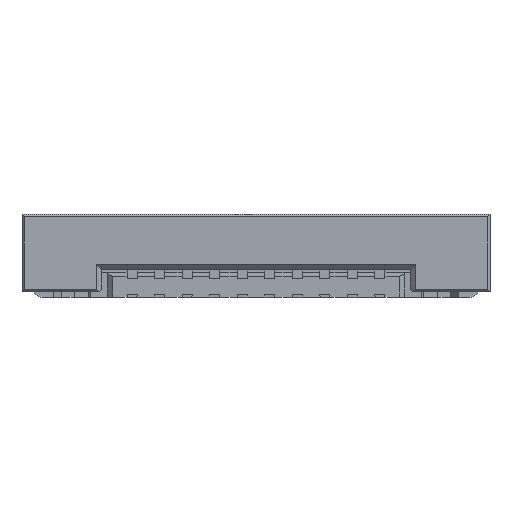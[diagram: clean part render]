
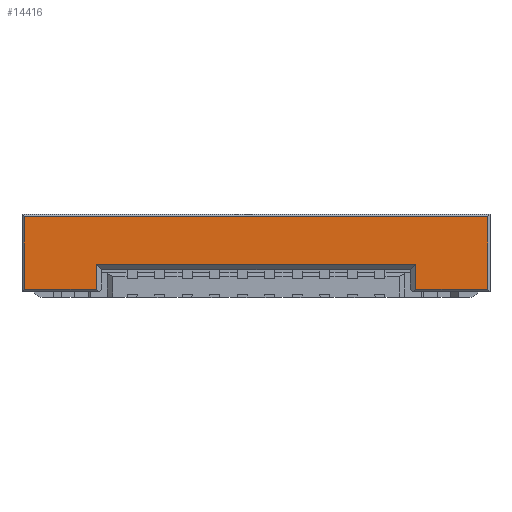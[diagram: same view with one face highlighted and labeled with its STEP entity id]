
A CAD part, top view. The second image highlights one B-rep face of the part: STEP entity #14416.
In plain terms, the highlighted planar face has unit normal (0, 0, 1).
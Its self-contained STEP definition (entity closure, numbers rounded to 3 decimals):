
#5225=DIRECTION('',(0.,-1.,0.));
#5226=VECTOR('',#5225,2.624);
#5227=CARTESIAN_POINT('',(-8.412,2.912,6.7));
#5228=LINE('',#5227,#5226);
#5229=DIRECTION('',(1.,0.,0.));
#5230=VECTOR('',#5229,16.824);
#5231=CARTESIAN_POINT('',(-8.412,2.912,6.7));
#5232=LINE('',#5231,#5230);
#5241=DIRECTION('',(0.,1.,0.));
#5242=VECTOR('',#5241,0.912);
#5243=CARTESIAN_POINT('',(-5.8,0.288,6.7));
#5244=LINE('',#5243,#5242);
#5261=DIRECTION('',(-1.,0.,0.));
#5262=VECTOR('',#5261,11.6);
#5263=CARTESIAN_POINT('',(5.8,1.2,6.7));
#5264=LINE('',#5263,#5262);
#5273=DIRECTION('',(0.,1.,0.));
#5274=VECTOR('',#5273,0.912);
#5275=CARTESIAN_POINT('',(5.8,0.288,6.7));
#5276=LINE('',#5275,#5274);
#5301=DIRECTION('',(1.,0.,0.));
#5302=VECTOR('',#5301,2.612);
#5303=CARTESIAN_POINT('',(5.8,0.288,6.7));
#5304=LINE('',#5303,#5302);
#5313=DIRECTION('',(0.,-1.,0.));
#5314=VECTOR('',#5313,2.624);
#5315=CARTESIAN_POINT('',(8.412,2.912,6.7));
#5316=LINE('',#5315,#5314);
#5401=DIRECTION('',(1.,0.,0.));
#5402=VECTOR('',#5401,2.612);
#5403=CARTESIAN_POINT('',(-8.412,0.288,6.7));
#5404=LINE('',#5403,#5402);
#6466=CARTESIAN_POINT('',(-8.412,0.288,6.7));
#6468=VERTEX_POINT('',#6466);
#6469=CARTESIAN_POINT('',(-8.412,2.912,6.7));
#6470=CARTESIAN_POINT('',(8.412,2.912,6.7));
#6471=VERTEX_POINT('',#6469);
#6472=VERTEX_POINT('',#6470);
#6487=CARTESIAN_POINT('',(-5.8,0.288,6.7));
#6488=CARTESIAN_POINT('',(-5.8,1.2,6.7));
#6489=VERTEX_POINT('',#6487);
#6490=VERTEX_POINT('',#6488);
#6499=CARTESIAN_POINT('',(5.8,1.2,6.7));
#6500=VERTEX_POINT('',#6499);
#6503=CARTESIAN_POINT('',(5.8,0.288,6.7));
#6504=VERTEX_POINT('',#6503);
#6511=CARTESIAN_POINT('',(8.412,0.288,6.7));
#6512=VERTEX_POINT('',#6511);
#14395=CARTESIAN_POINT('',(-8.5,3.,6.7));
#14396=DIRECTION('',(0.,0.,1.));
#14397=DIRECTION('',(0.,-1.,0.));
#14398=AXIS2_PLACEMENT_3D('',#14395,#14396,#14397);
#14399=PLANE('',#14398);
#14401=ORIENTED_EDGE('',*,*,#14400,.F.);
#14403=ORIENTED_EDGE('',*,*,#14402,.F.);
#14404=ORIENTED_EDGE('',*,*,#14373,.F.);
#14405=ORIENTED_EDGE('',*,*,#14385,.T.);
#14407=ORIENTED_EDGE('',*,*,#14406,.T.);
#14409=ORIENTED_EDGE('',*,*,#14408,.F.);
#14411=ORIENTED_EDGE('',*,*,#14410,.T.);
#14413=ORIENTED_EDGE('',*,*,#14412,.T.);
#14414=EDGE_LOOP('',(#14401,#14403,#14404,#14405,#14407,#14409,#14411,#14413));
#14415=FACE_OUTER_BOUND('',#14414,.F.);
#14416=ADVANCED_FACE('',(#14415),#14399,.T.);
#14373=EDGE_CURVE('',#6471,#6468,#5228,.T.);
#14385=EDGE_CURVE('',#6471,#6472,#5232,.T.);
#14400=EDGE_CURVE('',#6489,#6490,#5244,.T.);
#14402=EDGE_CURVE('',#6468,#6489,#5404,.T.);
#14406=EDGE_CURVE('',#6472,#6512,#5316,.T.);
#14408=EDGE_CURVE('',#6504,#6512,#5304,.T.);
#14410=EDGE_CURVE('',#6504,#6500,#5276,.T.);
#14412=EDGE_CURVE('',#6500,#6490,#5264,.T.);
